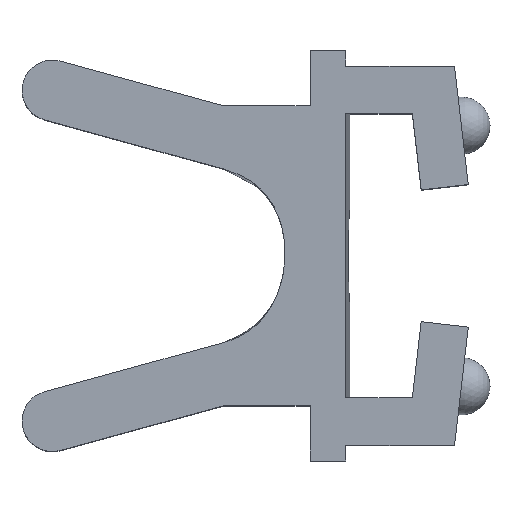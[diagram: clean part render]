
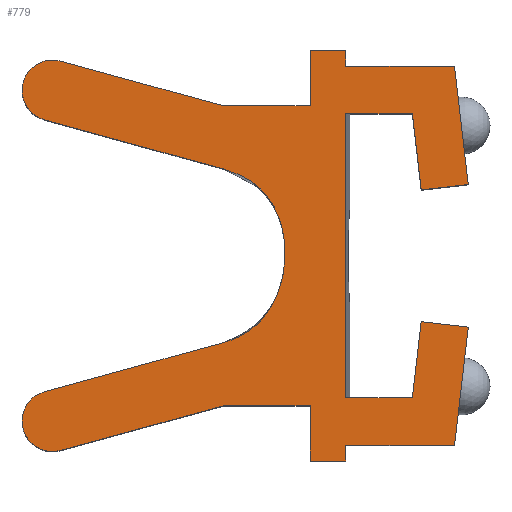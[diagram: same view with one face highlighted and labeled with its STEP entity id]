
A CAD part, top view. The second image highlights one B-rep face of the part: STEP entity #779.
In plain terms, the highlighted planar face has unit normal (0, 0, 1).
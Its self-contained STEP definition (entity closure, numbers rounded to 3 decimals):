
#19=(
BOUNDED_CURVE()
B_SPLINE_CURVE(5,(#1241,#1242,#1243,#1244,#1245,#1246,#1247,#1248,#1249,
#1250),.UNSPECIFIED.,.F.,.F.)
B_SPLINE_CURVE_WITH_KNOTS((6,1,1,1,1,6),(0.,0.2,0.4,0.6,0.8,1.),
 .UNSPECIFIED.)
CURVE()
GEOMETRIC_REPRESENTATION_ITEM()
RATIONAL_B_SPLINE_CURVE((1.,1.,1.,1.,1.,1.,1.,1.,1.,1.))
REPRESENTATION_ITEM('')
);
#58=PLANE('',#836);
#98=FACE_OUTER_BOUND('',#144,.T.);
#144=EDGE_LOOP('',(#704,#705,#706,#707,#708,#709,#710,#711,#712,#713,#714,
#715,#716,#717,#718,#719,#720,#721,#722,#723,#724,#725,#726,#727,#728,#729,
#730,#731,#732,#733));
#157=LINE('',#1351,#239);
#160=LINE('',#1357,#242);
#165=LINE('',#1372,#247);
#190=LINE('',#1428,#272);
#193=LINE('',#1436,#275);
#196=LINE('',#1445,#278);
#198=LINE('',#1469,#280);
#200=LINE('',#1473,#282);
#202=LINE('',#1477,#284);
#204=LINE('',#1481,#286);
#206=LINE('',#1485,#288);
#208=LINE('',#1489,#290);
#210=LINE('',#1493,#292);
#212=LINE('',#1497,#294);
#214=LINE('',#1500,#296);
#215=LINE('',#1502,#297);
#216=LINE('',#1504,#298);
#217=LINE('',#1507,#299);
#219=LINE('',#1511,#301);
#221=LINE('',#1515,#303);
#223=LINE('',#1519,#305);
#225=LINE('',#1523,#307);
#227=LINE('',#1527,#309);
#229=LINE('',#1531,#311);
#231=LINE('',#1534,#313);
#239=VECTOR('',#856,10.);
#242=VECTOR('',#861,10.);
#247=VECTOR('',#874,10.);
#272=VECTOR('',#913,10.);
#275=VECTOR('',#922,10.);
#278=VECTOR('',#931,10.);
#280=VECTOR('',#959,10.);
#282=VECTOR('',#963,10.);
#284=VECTOR('',#967,10.);
#286=VECTOR('',#971,10.);
#288=VECTOR('',#975,10.);
#290=VECTOR('',#979,10.);
#292=VECTOR('',#983,10.);
#294=VECTOR('',#987,10.);
#296=VECTOR('',#991,10.);
#297=VECTOR('',#994,10.);
#298=VECTOR('',#997,10.);
#299=VECTOR('',#1000,10.);
#301=VECTOR('',#1004,10.);
#303=VECTOR('',#1008,10.);
#305=VECTOR('',#1012,10.);
#307=VECTOR('',#1016,10.);
#309=VECTOR('',#1020,10.);
#311=VECTOR('',#1024,10.);
#313=VECTOR('',#1028,10.);
#316=CIRCLE('',#789,0.771);
#321=CIRCLE('',#797,0.771);
#322=CIRCLE('',#800,0.771);
#323=CIRCLE('',#803,0.771);
#339=VERTEX_POINT('',#1238);
#340=VERTEX_POINT('',#1240);
#344=VERTEX_POINT('',#1317);
#346=VERTEX_POINT('',#1335);
#348=VERTEX_POINT('',#1355);
#349=VERTEX_POINT('',#1359);
#350=VERTEX_POINT('',#1360);
#354=VERTEX_POINT('',#1370);
#377=VERTEX_POINT('',#1422);
#378=VERTEX_POINT('',#1426);
#379=VERTEX_POINT('',#1430);
#380=VERTEX_POINT('',#1431);
#381=VERTEX_POINT('',#1438);
#382=VERTEX_POINT('',#1439);
#383=VERTEX_POINT('',#1444);
#392=VERTEX_POINT('',#1468);
#393=VERTEX_POINT('',#1472);
#394=VERTEX_POINT('',#1476);
#395=VERTEX_POINT('',#1480);
#396=VERTEX_POINT('',#1484);
#397=VERTEX_POINT('',#1488);
#398=VERTEX_POINT('',#1492);
#399=VERTEX_POINT('',#1496);
#400=VERTEX_POINT('',#1506);
#401=VERTEX_POINT('',#1510);
#402=VERTEX_POINT('',#1514);
#403=VERTEX_POINT('',#1518);
#404=VERTEX_POINT('',#1522);
#405=VERTEX_POINT('',#1526);
#406=VERTEX_POINT('',#1530);
#417=EDGE_CURVE('',#340,#339,#19,.T.);
#425=EDGE_CURVE('',#344,#346,#157,.T.);
#428=EDGE_CURVE('',#346,#348,#160,.T.);
#429=EDGE_CURVE('',#349,#350,#316,.T.);
#435=EDGE_CURVE('',#349,#354,#165,.T.);
#461=EDGE_CURVE('',#377,#354,#321,.T.);
#464=EDGE_CURVE('',#377,#378,#190,.T.);
#465=EDGE_CURVE('',#379,#380,#322,.T.);
#468=EDGE_CURVE('',#379,#340,#193,.T.);
#469=EDGE_CURVE('',#381,#382,#323,.T.);
#472=EDGE_CURVE('',#383,#382,#196,.T.);
#482=EDGE_CURVE('',#392,#344,#198,.T.);
#484=EDGE_CURVE('',#393,#392,#200,.T.);
#486=EDGE_CURVE('',#394,#393,#202,.T.);
#488=EDGE_CURVE('',#395,#394,#204,.T.);
#490=EDGE_CURVE('',#396,#395,#206,.T.);
#492=EDGE_CURVE('',#397,#396,#208,.T.);
#494=EDGE_CURVE('',#398,#397,#210,.T.);
#496=EDGE_CURVE('',#399,#398,#212,.T.);
#498=EDGE_CURVE('',#378,#399,#214,.T.);
#499=EDGE_CURVE('',#339,#350,#215,.T.);
#500=EDGE_CURVE('',#381,#380,#216,.T.);
#501=EDGE_CURVE('',#400,#383,#217,.T.);
#503=EDGE_CURVE('',#401,#400,#219,.T.);
#505=EDGE_CURVE('',#402,#401,#221,.T.);
#507=EDGE_CURVE('',#403,#402,#223,.T.);
#509=EDGE_CURVE('',#404,#403,#225,.T.);
#511=EDGE_CURVE('',#405,#404,#227,.T.);
#513=EDGE_CURVE('',#406,#405,#229,.T.);
#515=EDGE_CURVE('',#348,#406,#231,.T.);
#704=ORIENTED_EDGE('',*,*,#429,.F.);
#705=ORIENTED_EDGE('',*,*,#435,.T.);
#706=ORIENTED_EDGE('',*,*,#461,.F.);
#707=ORIENTED_EDGE('',*,*,#464,.T.);
#708=ORIENTED_EDGE('',*,*,#498,.T.);
#709=ORIENTED_EDGE('',*,*,#496,.T.);
#710=ORIENTED_EDGE('',*,*,#494,.T.);
#711=ORIENTED_EDGE('',*,*,#492,.T.);
#712=ORIENTED_EDGE('',*,*,#490,.T.);
#713=ORIENTED_EDGE('',*,*,#488,.T.);
#714=ORIENTED_EDGE('',*,*,#486,.T.);
#715=ORIENTED_EDGE('',*,*,#484,.T.);
#716=ORIENTED_EDGE('',*,*,#482,.T.);
#717=ORIENTED_EDGE('',*,*,#425,.T.);
#718=ORIENTED_EDGE('',*,*,#428,.T.);
#719=ORIENTED_EDGE('',*,*,#515,.T.);
#720=ORIENTED_EDGE('',*,*,#513,.T.);
#721=ORIENTED_EDGE('',*,*,#511,.T.);
#722=ORIENTED_EDGE('',*,*,#509,.T.);
#723=ORIENTED_EDGE('',*,*,#507,.T.);
#724=ORIENTED_EDGE('',*,*,#505,.T.);
#725=ORIENTED_EDGE('',*,*,#503,.T.);
#726=ORIENTED_EDGE('',*,*,#501,.T.);
#727=ORIENTED_EDGE('',*,*,#472,.T.);
#728=ORIENTED_EDGE('',*,*,#469,.F.);
#729=ORIENTED_EDGE('',*,*,#500,.T.);
#730=ORIENTED_EDGE('',*,*,#465,.F.);
#731=ORIENTED_EDGE('',*,*,#468,.T.);
#732=ORIENTED_EDGE('',*,*,#417,.T.);
#733=ORIENTED_EDGE('',*,*,#499,.T.);
#779=ADVANCED_FACE('',(#98),#58,.T.);
#789=AXIS2_PLACEMENT_3D('',#1361,#864,#865);
#797=AXIS2_PLACEMENT_3D('',#1423,#907,#908);
#800=AXIS2_PLACEMENT_3D('',#1432,#916,#917);
#803=AXIS2_PLACEMENT_3D('',#1440,#925,#926);
#836=AXIS2_PLACEMENT_3D('',#1535,#1029,#1030);
#856=DIRECTION('',(0.,1.,0.));
#861=DIRECTION('',(1.,0.,0.));
#864=DIRECTION('center_axis',(0.,0.,-1.));
#865=DIRECTION('ref_axis',(-0.795,0.606,0.));
#874=DIRECTION('',(0.,-1.,0.));
#907=DIRECTION('center_axis',(0.,0.,-1.));
#908=DIRECTION('ref_axis',(-0.606,-0.795,0.));
#913=DIRECTION('',(0.964,0.265,0.));
#916=DIRECTION('center_axis',(0.,0.,-1.));
#917=DIRECTION('ref_axis',(-0.795,-0.606,0.));
#922=DIRECTION('',(0.964,-0.265,0.));
#925=DIRECTION('center_axis',(0.,0.,-1.));
#926=DIRECTION('ref_axis',(-0.606,0.795,0.));
#931=DIRECTION('',(-0.964,0.265,0.));
#959=DIRECTION('',(-1.,0.,0.));
#963=DIRECTION('',(-0.116,-0.993,0.));
#967=DIRECTION('',(-0.993,0.116,0.));
#971=DIRECTION('',(0.116,0.993,0.));
#975=DIRECTION('',(1.,0.,0.));
#979=DIRECTION('',(0.,1.,0.));
#983=DIRECTION('',(1.,0.,0.));
#987=DIRECTION('',(0.,-1.,0.));
#991=DIRECTION('',(1.,0.,0.));
#994=DIRECTION('',(-0.964,-0.265,0.));
#997=DIRECTION('',(0.,-1.,0.));
#1000=DIRECTION('',(-1.,0.,0.));
#1004=DIRECTION('',(0.,-1.,0.));
#1008=DIRECTION('',(-1.,0.,0.));
#1012=DIRECTION('',(0.,1.,0.));
#1016=DIRECTION('',(-1.,0.,0.));
#1020=DIRECTION('',(-0.116,0.993,0.));
#1024=DIRECTION('',(0.993,0.116,0.));
#1028=DIRECTION('',(0.116,-0.993,0.));
#1029=DIRECTION('center_axis',(0.,0.,1.));
#1030=DIRECTION('ref_axis',(1.,0.,0.));
#1238=CARTESIAN_POINT('',(-7.35,-2.2,5.8));
#1240=CARTESIAN_POINT('',(-7.35,2.2,5.8));
#1241=CARTESIAN_POINT('Ctrl Pts',(-7.35,2.2,5.8));
#1242=CARTESIAN_POINT('Ctrl Pts',(-7.074,2.124,5.8));
#1243=CARTESIAN_POINT('Ctrl Pts',(-6.588,1.92,5.8));
#1244=CARTESIAN_POINT('Ctrl Pts',(-6.059,1.459,5.8));
#1245=CARTESIAN_POINT('Ctrl Pts',(-5.711,0.593,5.8));
#1246=CARTESIAN_POINT('Ctrl Pts',(-5.752,-0.634,5.8));
#1247=CARTESIAN_POINT('Ctrl Pts',(-6.138,-1.491,5.8));
#1248=CARTESIAN_POINT('Ctrl Pts',(-6.649,-1.939,5.8));
#1249=CARTESIAN_POINT('Ctrl Pts',(-7.098,-2.131,5.8));
#1250=CARTESIAN_POINT('Ctrl Pts',(-7.35,-2.2,5.8));
#1317=CARTESIAN_POINT('',(-4.25,-3.6,5.8));
#1335=CARTESIAN_POINT('',(-4.25,3.6,5.8));
#1351=CARTESIAN_POINT('',(-4.25,0.,5.8));
#1355=CARTESIAN_POINT('',(-2.561,3.6,5.8));
#1357=CARTESIAN_POINT('',(-2.561,3.6,5.8));
#1359=CARTESIAN_POINT('',(-12.45,-4.188,5.8));
#1360=CARTESIAN_POINT('',(-11.883,-3.444,5.8));
#1361=CARTESIAN_POINT('Origin',(-11.679,-4.188,5.8));
#1370=CARTESIAN_POINT('',(-12.45,-4.189,5.8));
#1372=CARTESIAN_POINT('',(-12.45,-5.2,5.8));
#1422=CARTESIAN_POINT('',(-11.475,-4.932,5.8));
#1423=CARTESIAN_POINT('Origin',(-11.679,-4.189,5.8));
#1426=CARTESIAN_POINT('',(-7.35,-3.8,5.8));
#1428=CARTESIAN_POINT('',(-12.45,-5.2,5.8));
#1430=CARTESIAN_POINT('',(-11.883,3.444,5.8));
#1431=CARTESIAN_POINT('',(-12.45,4.188,5.8));
#1432=CARTESIAN_POINT('Origin',(-11.679,4.188,5.8));
#1436=CARTESIAN_POINT('',(-12.45,3.6,5.8));
#1438=CARTESIAN_POINT('',(-12.45,4.189,5.8));
#1439=CARTESIAN_POINT('',(-11.475,4.932,5.8));
#1440=CARTESIAN_POINT('Origin',(-11.679,4.189,5.8));
#1444=CARTESIAN_POINT('',(-7.35,3.8,5.8));
#1445=CARTESIAN_POINT('',(-12.45,5.2,5.8));
#1468=CARTESIAN_POINT('',(-2.561,-3.6,5.8));
#1469=CARTESIAN_POINT('',(-4.35,-3.6,5.8));
#1472=CARTESIAN_POINT('',(-2.336,-1.669,5.8));
#1473=CARTESIAN_POINT('',(-2.411,-2.313,5.8));
#1476=CARTESIAN_POINT('',(-1.144,-1.808,5.8));
#1477=CARTESIAN_POINT('',(-2.336,-1.669,5.8));
#1480=CARTESIAN_POINT('',(-1.493,-4.8,5.8));
#1481=CARTESIAN_POINT('',(-1.493,-4.8,5.8));
#1484=CARTESIAN_POINT('',(-4.25,-4.8,5.8));
#1485=CARTESIAN_POINT('',(-4.25,-4.8,5.8));
#1488=CARTESIAN_POINT('',(-4.25,-5.2,5.8));
#1489=CARTESIAN_POINT('',(-4.25,0.,5.8));
#1492=CARTESIAN_POINT('',(-5.15,-5.2,5.8));
#1493=CARTESIAN_POINT('',(-4.25,-5.2,5.8));
#1496=CARTESIAN_POINT('',(-5.15,-3.8,5.8));
#1497=CARTESIAN_POINT('',(-5.15,-5.2,5.8));
#1500=CARTESIAN_POINT('',(-5.15,-3.8,5.8));
#1502=CARTESIAN_POINT('',(-12.45,-3.6,5.8));
#1504=CARTESIAN_POINT('',(-12.45,5.2,5.8));
#1506=CARTESIAN_POINT('',(-5.15,3.8,5.8));
#1507=CARTESIAN_POINT('',(-5.15,3.8,5.8));
#1510=CARTESIAN_POINT('',(-5.15,5.2,5.8));
#1511=CARTESIAN_POINT('',(-5.15,5.2,5.8));
#1514=CARTESIAN_POINT('',(-4.25,5.2,5.8));
#1515=CARTESIAN_POINT('',(-4.25,5.2,5.8));
#1518=CARTESIAN_POINT('',(-4.25,4.8,5.8));
#1519=CARTESIAN_POINT('',(-4.25,0.,5.8));
#1522=CARTESIAN_POINT('',(-1.493,4.8,5.8));
#1523=CARTESIAN_POINT('',(-1.493,4.8,5.8));
#1526=CARTESIAN_POINT('',(-1.144,1.808,5.8));
#1527=CARTESIAN_POINT('',(-1.059,1.075,5.8));
#1530=CARTESIAN_POINT('',(-2.336,1.669,5.8));
#1531=CARTESIAN_POINT('',(-2.336,1.669,5.8));
#1534=CARTESIAN_POINT('',(-2.411,2.313,5.8));
#1535=CARTESIAN_POINT('Origin',(-6.797,0.,
5.8));
